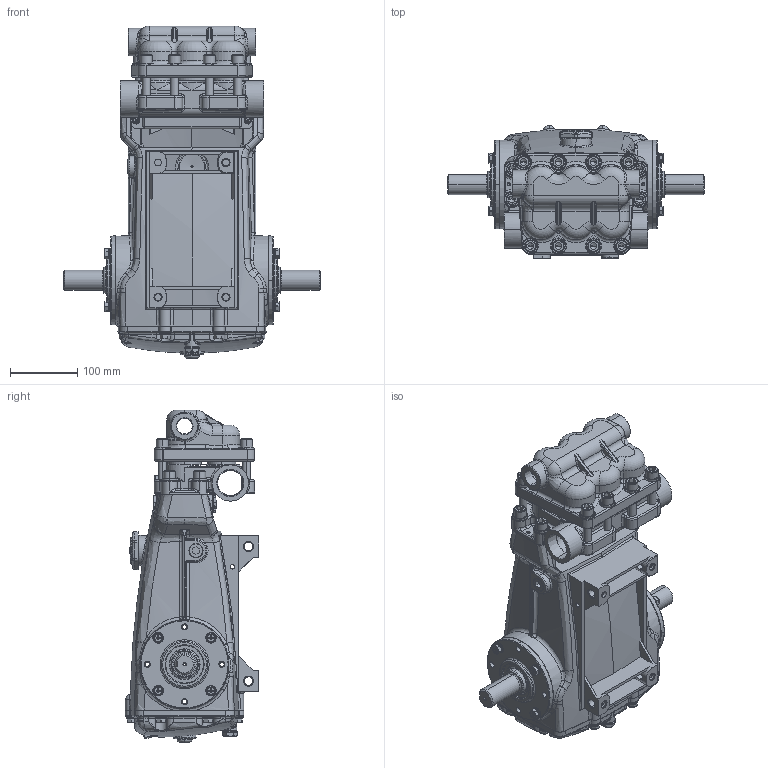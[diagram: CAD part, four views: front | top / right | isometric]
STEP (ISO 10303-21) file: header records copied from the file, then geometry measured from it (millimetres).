
FILE_DESCRIPTION (( 'STEP AP203' ), '1' );
FILE_NAME ('2531.STEP', '2022-02-03T20:55:49', ( '' ), ( '' ), 'SwSTEP 2.0', 'SolidWorks 2021', '' );
FILE_SCHEMA (( 'CONFIG_CONTROL_DESIGN' ));
Products named in the file (1): 2531
Bounding box: 382 x 198 x 493.5 mm (x, y, z)
Surface area: 609114.1 mm2 (no closed solid volume)
Topology: 0 solids, 91 shells, 2445 faces, 7607 edges, 4977 vertices
Faces by surface type: cylinder 905, plane 645, bspline 453, torus 258, cone 143, sphere 41
Entity records: 113416 total; most frequent: CARTESIAN_POINT 50517, DIRECTION 12796, ORIENTED_EDGE 12558, EDGE_CURVE 7506, AXIS2_PLACEMENT_3D 4996, VERTEX_POINT 4971, CIRCLE 3003, LINE 2804
